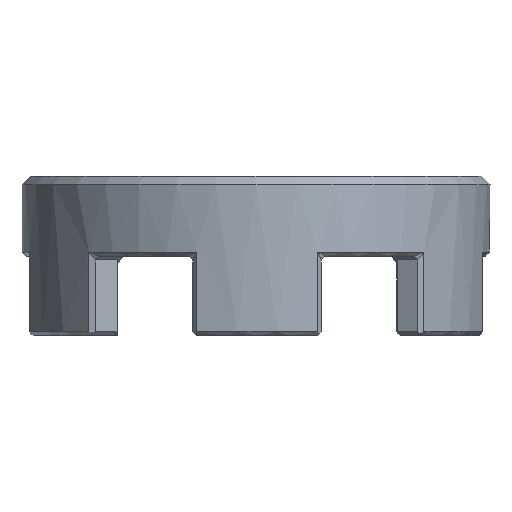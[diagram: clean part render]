
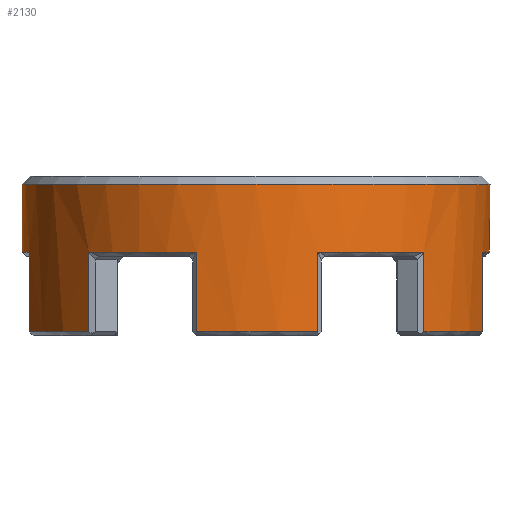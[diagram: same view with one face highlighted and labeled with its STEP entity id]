
A CAD part, left-side view. The second image highlights one B-rep face of the part: STEP entity #2130.
In plain terms, the highlighted cylindrical face has radius 14.68 mm (diameter 29.361 mm), a full revolution.
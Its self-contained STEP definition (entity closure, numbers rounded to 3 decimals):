
#278=FACE_OUTER_BOUND('',#411,.T.);
#411=EDGE_LOOP('',(#1820,#1821,#1822,#1823,#1824,#1825,#1826,#1827,#1828,
#1829,#1830,#1831,#1832,#1833,#1834,#1835,#1836,#1837,#1838,#1839,#1840,
#1841,#1842,#1843,#1844,#1845,#1846,#1847));
#508=CIRCLE('',#2218,14.68);
#509=CIRCLE('',#2219,14.68);
#513=CIRCLE('',#2237,14.68);
#517=CIRCLE('',#2254,14.68);
#521=CIRCLE('',#2272,14.68);
#525=CIRCLE('',#2290,14.68);
#530=CIRCLE('',#2319,14.68);
#531=CIRCLE('',#2324,14.68);
#532=CIRCLE('',#2325,14.68);
#533=CIRCLE('',#2326,14.68);
#534=CIRCLE('',#2327,14.68);
#535=CIRCLE('',#2328,14.68);
#536=CIRCLE('',#2329,14.68);
#537=CIRCLE('',#2330,14.68);
#577=LINE('',#4159,#751);
#615=LINE('',#4307,#789);
#635=LINE('',#4383,#809);
#655=LINE('',#4459,#829);
#671=LINE('',#4523,#845);
#672=LINE('',#4529,#846);
#673=LINE('',#4531,#847);
#674=LINE('',#4535,#848);
#675=LINE('',#4539,#849);
#676=LINE('',#4542,#850);
#677=LINE('',#4545,#851);
#678=LINE('',#4548,#852);
#679=LINE('',#4551,#853);
#751=VECTOR('',#2534,10.);
#789=VECTOR('',#2642,10.);
#809=VECTOR('',#2698,10.);
#829=VECTOR('',#2754,10.);
#845=VECTOR('',#2800,10.);
#846=VECTOR('',#2809,14.68);
#847=VECTOR('',#2810,10.);
#848=VECTOR('',#2813,10.);
#849=VECTOR('',#2816,10.);
#850=VECTOR('',#2819,10.);
#851=VECTOR('',#2822,10.);
#852=VECTOR('',#2825,10.);
#853=VECTOR('',#2828,10.);
#946=VERTEX_POINT('',#4095);
#947=VERTEX_POINT('',#4099);
#948=VERTEX_POINT('',#4101);
#962=VERTEX_POINT('',#4158);
#967=VERTEX_POINT('',#4173);
#968=VERTEX_POINT('',#4177);
#986=VERTEX_POINT('',#4245);
#987=VERTEX_POINT('',#4249);
#1001=VERTEX_POINT('',#4306);
#1006=VERTEX_POINT('',#4321);
#1007=VERTEX_POINT('',#4325);
#1021=VERTEX_POINT('',#4382);
#1026=VERTEX_POINT('',#4397);
#1027=VERTEX_POINT('',#4401);
#1041=VERTEX_POINT('',#4458);
#1055=VERTEX_POINT('',#4515);
#1056=VERTEX_POINT('',#4527);
#1057=VERTEX_POINT('',#4530);
#1058=VERTEX_POINT('',#4532);
#1059=VERTEX_POINT('',#4534);
#1060=VERTEX_POINT('',#4536);
#1061=VERTEX_POINT('',#4538);
#1062=VERTEX_POINT('',#4541);
#1063=VERTEX_POINT('',#4544);
#1064=VERTEX_POINT('',#4547);
#1065=VERTEX_POINT('',#4549);
#1149=EDGE_CURVE('',#946,#947,#508,.T.);
#1150=EDGE_CURVE('',#947,#948,#509,.T.);
#1176=EDGE_CURVE('',#948,#962,#577,.T.);
#1182=EDGE_CURVE('',#967,#968,#513,.T.);
#1212=EDGE_CURVE('',#986,#987,#517,.T.);
#1238=EDGE_CURVE('',#987,#1001,#615,.T.);
#1244=EDGE_CURVE('',#1006,#1007,#521,.T.);
#1270=EDGE_CURVE('',#1007,#1021,#635,.T.);
#1276=EDGE_CURVE('',#1026,#1027,#525,.T.);
#1302=EDGE_CURVE('',#1027,#1041,#655,.T.);
#1328=EDGE_CURVE('',#962,#1055,#530,.T.);
#1329=EDGE_CURVE('',#1055,#967,#671,.T.);
#1330=EDGE_CURVE('',#1056,#1056,#531,.T.);
#1331=EDGE_CURVE('',#1056,#947,#672,.T.);
#1332=EDGE_CURVE('',#1057,#946,#673,.T.);
#1333=EDGE_CURVE('',#1058,#1057,#532,.T.);
#1334=EDGE_CURVE('',#1059,#1058,#674,.T.);
#1335=EDGE_CURVE('',#1060,#1059,#533,.T.);
#1336=EDGE_CURVE('',#1061,#1060,#675,.T.);
#1337=EDGE_CURVE('',#1041,#1061,#534,.T.);
#1338=EDGE_CURVE('',#1062,#1026,#676,.T.);
#1339=EDGE_CURVE('',#1021,#1062,#535,.T.);
#1340=EDGE_CURVE('',#1063,#1006,#677,.T.);
#1341=EDGE_CURVE('',#1001,#1063,#536,.T.);
#1342=EDGE_CURVE('',#1064,#986,#678,.T.);
#1343=EDGE_CURVE('',#1065,#1064,#537,.T.);
#1344=EDGE_CURVE('',#968,#1065,#679,.T.);
#1820=ORIENTED_EDGE('',*,*,#1330,.F.);
#1821=ORIENTED_EDGE('',*,*,#1331,.T.);
#1822=ORIENTED_EDGE('',*,*,#1149,.F.);
#1823=ORIENTED_EDGE('',*,*,#1332,.F.);
#1824=ORIENTED_EDGE('',*,*,#1333,.F.);
#1825=ORIENTED_EDGE('',*,*,#1334,.F.);
#1826=ORIENTED_EDGE('',*,*,#1335,.F.);
#1827=ORIENTED_EDGE('',*,*,#1336,.F.);
#1828=ORIENTED_EDGE('',*,*,#1337,.F.);
#1829=ORIENTED_EDGE('',*,*,#1302,.F.);
#1830=ORIENTED_EDGE('',*,*,#1276,.F.);
#1831=ORIENTED_EDGE('',*,*,#1338,.F.);
#1832=ORIENTED_EDGE('',*,*,#1339,.F.);
#1833=ORIENTED_EDGE('',*,*,#1270,.F.);
#1834=ORIENTED_EDGE('',*,*,#1244,.F.);
#1835=ORIENTED_EDGE('',*,*,#1340,.F.);
#1836=ORIENTED_EDGE('',*,*,#1341,.F.);
#1837=ORIENTED_EDGE('',*,*,#1238,.F.);
#1838=ORIENTED_EDGE('',*,*,#1212,.F.);
#1839=ORIENTED_EDGE('',*,*,#1342,.F.);
#1840=ORIENTED_EDGE('',*,*,#1343,.F.);
#1841=ORIENTED_EDGE('',*,*,#1344,.F.);
#1842=ORIENTED_EDGE('',*,*,#1182,.F.);
#1843=ORIENTED_EDGE('',*,*,#1329,.F.);
#1844=ORIENTED_EDGE('',*,*,#1328,.F.);
#1845=ORIENTED_EDGE('',*,*,#1176,.F.);
#1846=ORIENTED_EDGE('',*,*,#1150,.F.);
#1847=ORIENTED_EDGE('',*,*,#1331,.F.);
#2041=CYLINDRICAL_SURFACE('',#2323,14.68);
#2130=ADVANCED_FACE('',(#278),#2041,.T.);
#2218=AXIS2_PLACEMENT_3D('',#4100,#2482,#2483);
#2219=AXIS2_PLACEMENT_3D('',#4102,#2484,#2485);
#2237=AXIS2_PLACEMENT_3D('',#4178,#2540,#2541);
#2254=AXIS2_PLACEMENT_3D('',#4250,#2592,#2593);
#2272=AXIS2_PLACEMENT_3D('',#4326,#2648,#2649);
#2290=AXIS2_PLACEMENT_3D('',#4402,#2704,#2705);
#2319=AXIS2_PLACEMENT_3D('',#4521,#2796,#2797);
#2323=AXIS2_PLACEMENT_3D('',#4526,#2805,#2806);
#2324=AXIS2_PLACEMENT_3D('',#4528,#2807,#2808);
#2325=AXIS2_PLACEMENT_3D('',#4533,#2811,#2812);
#2326=AXIS2_PLACEMENT_3D('',#4537,#2814,#2815);
#2327=AXIS2_PLACEMENT_3D('',#4540,#2817,#2818);
#2328=AXIS2_PLACEMENT_3D('',#4543,#2820,#2821);
#2329=AXIS2_PLACEMENT_3D('',#4546,#2823,#2824);
#2330=AXIS2_PLACEMENT_3D('',#4550,#2826,#2827);
#2482=DIRECTION('center_axis',(0.,0.,-1.));
#2483=DIRECTION('ref_axis',(1.,0.,0.));
#2484=DIRECTION('center_axis',(0.,0.,-1.));
#2485=DIRECTION('ref_axis',(1.,0.,0.));
#2534=DIRECTION('',(0.,0.,1.));
#2540=DIRECTION('center_axis',(0.,0.,-1.));
#2541=DIRECTION('ref_axis',(1.,0.,0.));
#2592=DIRECTION('center_axis',(0.,0.,-1.));
#2593=DIRECTION('ref_axis',(-1.,0.,0.));
#2642=DIRECTION('',(0.,0.,1.));
#2648=DIRECTION('center_axis',(0.,0.,-1.));
#2649=DIRECTION('ref_axis',(-1.,0.,0.));
#2698=DIRECTION('',(0.,0.,1.));
#2704=DIRECTION('center_axis',(0.,0.,-1.));
#2705=DIRECTION('ref_axis',(-1.,0.,0.));
#2754=DIRECTION('',(0.,0.,1.));
#2796=DIRECTION('center_axis',(0.,0.,-1.));
#2797=DIRECTION('ref_axis',(1.,0.,0.));
#2800=DIRECTION('',(0.,0.,-1.));
#2805=DIRECTION('center_axis',(0.,0.,1.));
#2806=DIRECTION('ref_axis',(-1.,0.,0.));
#2807=DIRECTION('center_axis',(0.,0.,1.));
#2808=DIRECTION('ref_axis',(-1.,0.,0.));
#2809=DIRECTION('',(0.,0.,-1.));
#2810=DIRECTION('',(0.,0.,-1.));
#2811=DIRECTION('center_axis',(0.,0.,-1.));
#2812=DIRECTION('ref_axis',(1.,0.,0.));
#2813=DIRECTION('',(0.,0.,1.));
#2814=DIRECTION('center_axis',(0.,0.,-1.));
#2815=DIRECTION('ref_axis',(1.,0.,0.));
#2816=DIRECTION('',(0.,0.,-1.));
#2817=DIRECTION('center_axis',(0.,0.,-1.));
#2818=DIRECTION('ref_axis',(1.,0.,0.));
#2819=DIRECTION('',(0.,0.,-1.));
#2820=DIRECTION('center_axis',(0.,0.,-1.));
#2821=DIRECTION('ref_axis',(-1.,0.,0.));
#2822=DIRECTION('',(0.,0.,-1.));
#2823=DIRECTION('center_axis',(0.,0.,-1.));
#2824=DIRECTION('ref_axis',(-1.,0.,0.));
#2825=DIRECTION('',(0.,0.,-1.));
#2826=DIRECTION('center_axis',(0.,0.,-1.));
#2827=DIRECTION('ref_axis',(1.,0.,0.));
#2828=DIRECTION('',(0.,0.,1.));
#4095=CARTESIAN_POINT('',(14.292,103.769,-1.35));
#4099=CARTESIAN_POINT('',(14.774,100.041,-1.35));
#4100=CARTESIAN_POINT('Origin',(0.093,100.041,-1.35));
#4101=CARTESIAN_POINT('',(14.255,96.175,-1.35));
#4102=CARTESIAN_POINT('Origin',(0.093,100.041,-1.35));
#4158=CARTESIAN_POINT('',(14.255,96.175,3.65));
#4159=CARTESIAN_POINT('',(14.255,96.175,3.4));
#4173=CARTESIAN_POINT('',(10.571,89.759,-1.35));
#4177=CARTESIAN_POINT('',(4.031,85.899,-1.35));
#4178=CARTESIAN_POINT('Origin',(0.093,100.041,-1.35));
#4245=CARTESIAN_POINT('',(-3.503,85.808,-1.35));
#4249=CARTESIAN_POINT('',(-10.134,89.51,-1.35));
#4250=CARTESIAN_POINT('Origin',(0.093,100.041,-1.35));
#4306=CARTESIAN_POINT('',(-10.134,89.51,3.65));
#4307=CARTESIAN_POINT('',(-10.134,89.51,3.4));
#4321=CARTESIAN_POINT('',(-14.069,96.175,-1.35));
#4325=CARTESIAN_POINT('',(-14.106,103.769,-1.35));
#4326=CARTESIAN_POINT('Origin',(0.093,100.041,-1.35));
#4382=CARTESIAN_POINT('',(-14.106,103.769,3.65));
#4383=CARTESIAN_POINT('',(-14.106,103.769,3.4));
#4397=CARTESIAN_POINT('',(-10.185,110.523,-1.35));
#4401=CARTESIAN_POINT('',(-3.573,114.257,-1.35));
#4402=CARTESIAN_POINT('Origin',(0.093,100.041,-1.35));
#4458=CARTESIAN_POINT('',(-3.573,114.257,3.65));
#4459=CARTESIAN_POINT('',(-3.573,114.257,3.4));
#4515=CARTESIAN_POINT('',(10.571,89.759,3.65));
#4521=CARTESIAN_POINT('Origin',(0.093,100.041,3.65));
#4523=CARTESIAN_POINT('',(10.571,89.759,3.4));
#4526=CARTESIAN_POINT('Origin',(0.093,100.041,3.4));
#4527=CARTESIAN_POINT('',(14.774,100.041,7.9));
#4528=CARTESIAN_POINT('Origin',(0.093,100.041,7.9));
#4529=CARTESIAN_POINT('',(14.774,100.041,3.4));
#4530=CARTESIAN_POINT('',(14.292,103.769,3.65));
#4531=CARTESIAN_POINT('',(14.292,103.769,3.4));
#4532=CARTESIAN_POINT('',(10.621,110.272,3.65));
#4533=CARTESIAN_POINT('Origin',(0.093,100.041,3.65));
#4534=CARTESIAN_POINT('',(10.621,110.272,-1.35));
#4535=CARTESIAN_POINT('',(10.621,110.272,3.4));
#4536=CARTESIAN_POINT('',(4.1,114.164,-1.35));
#4537=CARTESIAN_POINT('Origin',(0.093,100.041,-1.35));
#4538=CARTESIAN_POINT('',(4.1,114.164,3.65));
#4539=CARTESIAN_POINT('',(4.1,114.164,3.4));
#4540=CARTESIAN_POINT('Origin',(0.093,100.041,3.65));
#4541=CARTESIAN_POINT('',(-10.185,110.523,3.65));
#4542=CARTESIAN_POINT('',(-10.185,110.523,3.4));
#4543=CARTESIAN_POINT('Origin',(0.093,100.041,3.65));
#4544=CARTESIAN_POINT('',(-14.069,96.175,3.65));
#4545=CARTESIAN_POINT('',(-14.069,96.175,3.4));
#4546=CARTESIAN_POINT('Origin',(0.093,100.041,3.65));
#4547=CARTESIAN_POINT('',(-3.503,85.808,3.65));
#4548=CARTESIAN_POINT('',(-3.503,85.808,3.4));
#4549=CARTESIAN_POINT('',(4.031,85.899,3.65));
#4550=CARTESIAN_POINT('Origin',(0.093,100.041,3.65));
#4551=CARTESIAN_POINT('',(4.031,85.899,3.4));
